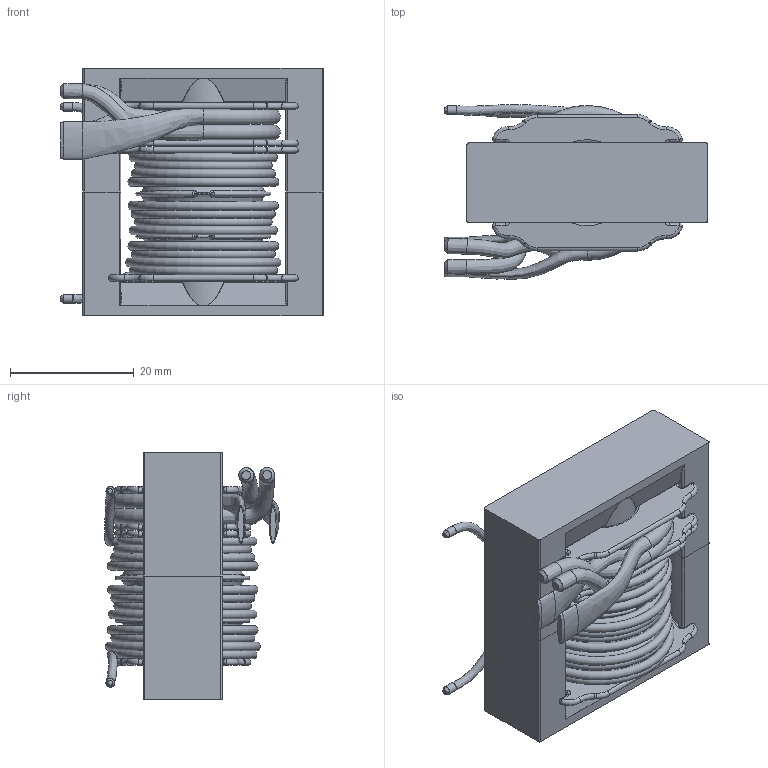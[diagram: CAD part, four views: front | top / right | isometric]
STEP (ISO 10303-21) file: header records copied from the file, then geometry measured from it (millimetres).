
FILE_DESCRIPTION(/* description */ (''),/* implementation_level */ '2;1');
FILE_NAME(/* name */ 'ETD39 Transformer v9-3.step',/* time_stamp */ '2024-10-22T00:56:36+02:00',/* author */ (''),/* organization */ (''),/* preprocessor_version */ 'ST-DEVELOPER v20',/* originating_system */ 'Autodesk Translation Framework v13.20.0.188',/* authorisation */ '');
FILE_SCHEMA (('AUTOMOTIVE_DESIGN { 1 0 10303 214 3 1 1 }'));
Length unit declared in the file: millimetre
Products named in the file (1): ETD39 Trafo core und Halter (Kern fixed)
Bounding box: 42.55 x 28.27 x 40 mm (x, y, z)
Volume: 21600 mm3; surface area: 23571.7 mm2
Topology: 40 solids, 40 shells, 461 faces, 1092 edges, 646 vertices
Faces by surface type: torus 166, bspline 128, cylinder 75, plane 65, sphere 24, cone 3
Full cylindrical faces by diameter (mm): 12.8 x2, 12.9 x2, 14.9 x1
Entity records: 18869 total; most frequent: CARTESIAN_POINT 8435, DIRECTION 2254, ORIENTED_EDGE 2148, EDGE_CURVE 1074, AXIS2_PLACEMENT_3D 1044, CIRCLE 653, VERTEX_POINT 648, EDGE_LOOP 472
